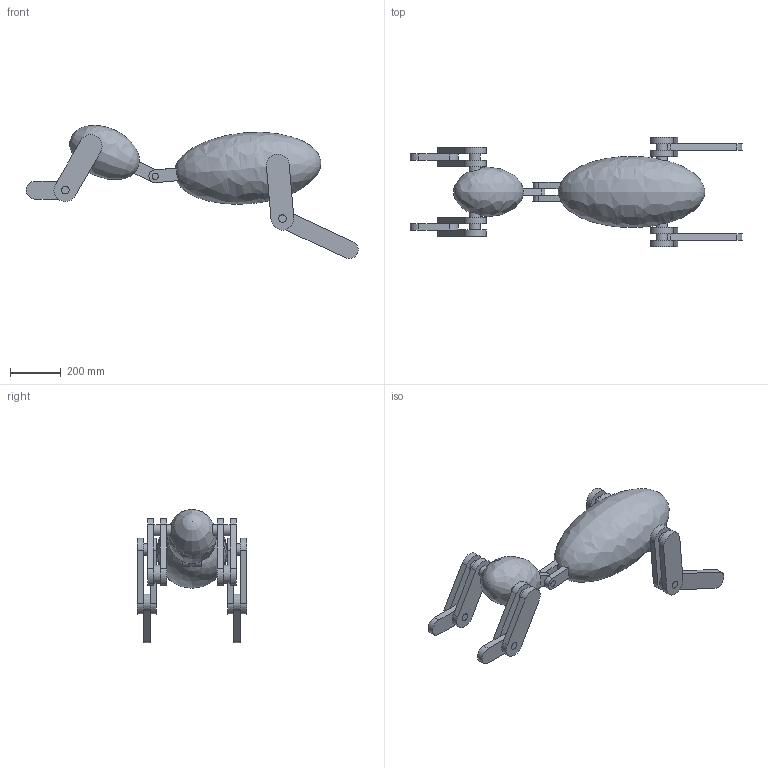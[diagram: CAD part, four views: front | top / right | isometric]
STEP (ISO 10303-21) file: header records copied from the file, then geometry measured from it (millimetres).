
FILE_DESCRIPTION(/* description */ ('','CAx-IF Rec.Pracs.---Representation and Presentation of Product Manufacturing Information (PMI)---4.0---2014-10-13'),/* implementation_level */ '2;1');
FILE_NAME(/* name */ 'cheetah v1.step',/* time_stamp */ '2025-02-01T22:37:14+03:00',/* author */ (''),/* organization */ (''),/* preprocessor_version */ 'ST-DEVELOPER v20',/* originating_system */ 'Autodesk Translation Framework v13.20.0.188',/* authorisation */ '');
FILE_SCHEMA (('AP242_MANAGED_MODEL_BASED_3D_ENGINEERING_MIM_LF { 1 0 10303 442 1 1 4 }'));
Length unit declared in the file: millimetre
Products named in the file (11): cheetah; spine_a; spine_b; fl_hip; fl_knee; bl_hip; bl_knee; fr_hip; fr_knee; br_hip; br_knee
Assembly tree (10 placements, depth 2):
  cheetah
    spine_a
    spine_b
    fl_hip
    fl_knee
    bl_hip
    bl_knee
    fr_hip
    fr_knee
    br_hip
    br_knee
Bounding box: 1308.13 x 430 x 524.81 mm (x, y, z)
Volume: 37032995.1 mm3; surface area: 1488130.8 mm2
Topology: 10 solids, 10 shells, 139 faces, 286 edges, 192 vertices
Faces by surface type: plane 78, cylinder 59, bspline 2
Full cylindrical faces by diameter (mm): 25 x4, 30 x16, 45 x12
Entity records: 4361 total; most frequent: CARTESIAN_POINT 972, DIRECTION 694, ORIENTED_EDGE 566, EDGE_CURVE 283, AXIS2_PLACEMENT_3D 274, VERTEX_POINT 192, EDGE_LOOP 187, LINE 146
